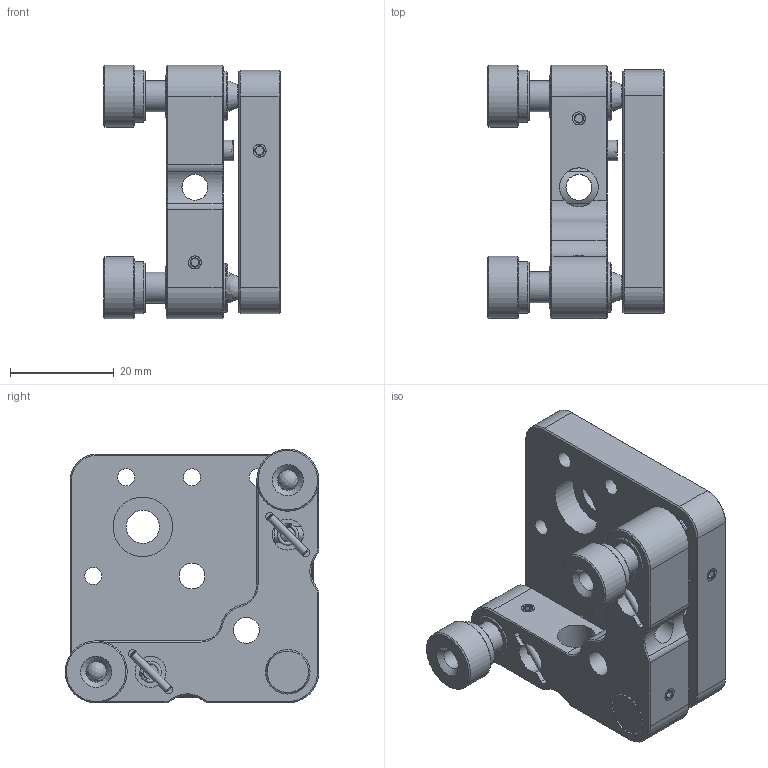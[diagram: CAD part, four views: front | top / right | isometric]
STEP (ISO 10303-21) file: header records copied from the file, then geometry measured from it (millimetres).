
FILE_DESCRIPTION (( 'STEP AP203' ), '1' );
FILE_NAME ('521450.STEP', '2024-12-31T05:47:58', ( 'Windows User' ), ( 'P R C' ), 'SwSTEP 2.0', 'SolidWorks 2020', '' );
FILE_SCHEMA (( 'CONFIG_CONTROL_DESIGN' ));
Length unit declared in the file: millimetre
Products named in the file (1): 521450
Bounding box: 34.1 x 49 x 49 mm (x, y, z)
Surface area: 14850.2 mm2 (no closed solid volume)
Topology: 0 solids, 30 shells, 237 faces, 669 edges, 447 vertices
Faces by surface type: plane 98, cylinder 64, cone 64, bspline 11
Full cylindrical faces by diameter (mm): 1.5 x2, 2.5 x1, 3 x1, 3.3 x8, 4 x4, 5 x4, 6 x6, 6.4 x1, 7.5 x2, 7.8 x1, 8.6 x3, 9.5 x3, 10 x2, 11.5 x1, 12 x2
Entity records: 31212 total; most frequent: CARTESIAN_POINT 25675, DIRECTION 1104, ORIENTED_EDGE 943, EDGE_CURVE 540, AXIS2_PLACEMENT_3D 435, VERTEX_POINT 404, EDGE_LOOP 378, FACE_OUTER_BOUND 279
